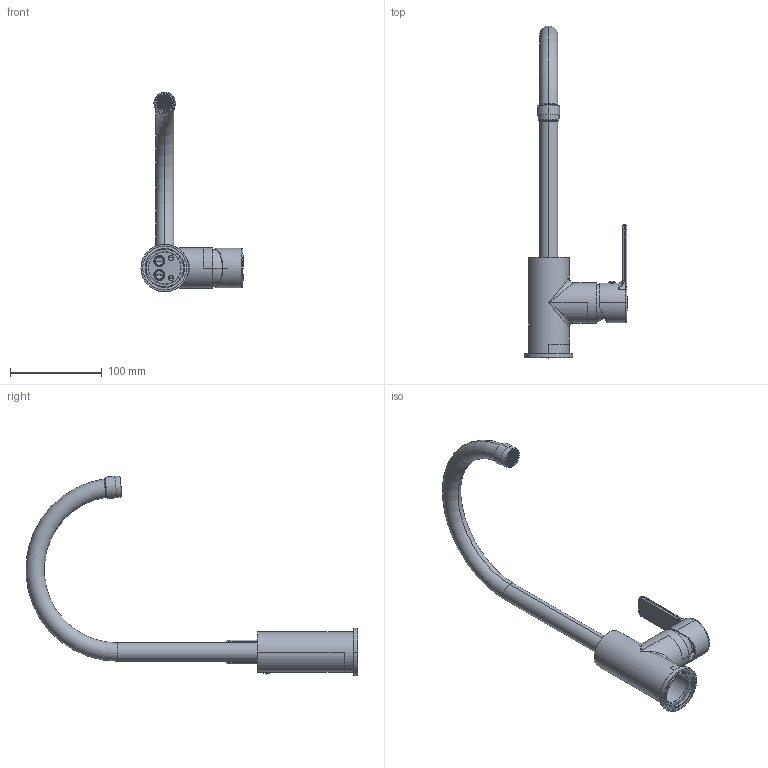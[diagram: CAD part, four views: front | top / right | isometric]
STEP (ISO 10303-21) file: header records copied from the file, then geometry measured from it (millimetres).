
FILE_DESCRIPTION((''),'2;1');
FILE_NAME('RED181CR','2021-11-08T16:28:23',('ut3'),('PAFFONI SpA'),'CREO PARAMETRIC BY PTC INC, 2020044','CREO PARAMETRIC BY PTC INC, 2020044','');
FILE_SCHEMA(('CONFIG_CONTROL_DESIGN','SHAPE_APPEARANCE_LAYERS_GROUPS'));
Length unit declared in the file: millimetre
Products named in the file (1): RED181CR
Bounding box: 111.23 x 361.23 x 217.52 mm (x, y, z)
Volume: 201822.7 mm3; surface area: 134895.4 mm2
Topology: 3 solids, 3 shells, 3554 faces, 10512 edges, 6850 vertices
Faces by surface type: plane 2525, cylinder 598, cone 175, torus 103, bspline 73, sphere 59, extrusion 21
Entity records: 144508 total; most frequent: CARTESIAN_POINT 31709, ORIENTED_EDGE 20938, DIRECTION 19733, EDGE_CURVE 10469, VECTOR 6941, LINE 6920, VERTEX_POINT 6850, AXIS2_PLACEMENT_3D 6396
